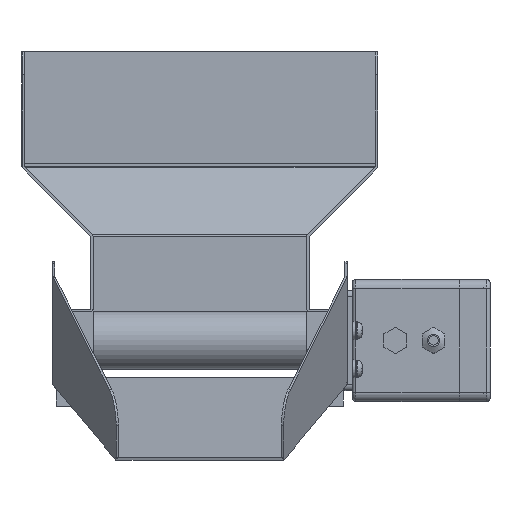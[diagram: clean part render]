
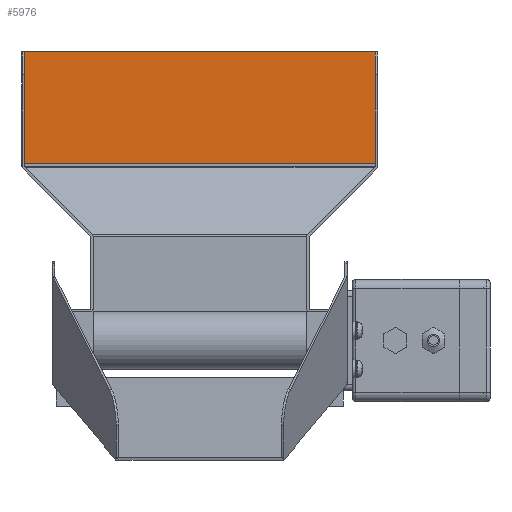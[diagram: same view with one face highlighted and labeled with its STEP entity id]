
A CAD part, front view. The second image highlights one B-rep face of the part: STEP entity #5976.
In plain terms, the highlighted planar face has unit normal (0, -1, 0).
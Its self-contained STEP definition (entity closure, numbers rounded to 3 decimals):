
#1601=ORIENTED_EDGE('',*,*,#2756,.F.);
#1602=ORIENTED_EDGE('',*,*,#2725,.T.);
#1603=ORIENTED_EDGE('',*,*,#2788,.F.);
#1604=ORIENTED_EDGE('',*,*,#2794,.F.);
#2725=EDGE_CURVE('',#3413,#3411,#3952,.T.);
#2756=EDGE_CURVE('',#3413,#3431,#3978,.T.);
#2788=EDGE_CURVE('',#3446,#3411,#4005,.T.);
#2794=EDGE_CURVE('',#3431,#3446,#4011,.T.);
#3411=VERTEX_POINT('',#9196);
#3413=VERTEX_POINT('',#9199);
#3431=VERTEX_POINT('',#9259);
#3446=VERTEX_POINT('',#9322);
#3952=LINE('',#9198,#4465);
#3978=LINE('',#9258,#4491);
#4005=LINE('',#9321,#4518);
#4011=LINE('',#9334,#4524);
#4465=VECTOR('',#7471,1000.);
#4491=VECTOR('',#7529,1000.);
#4518=VECTOR('',#7598,1000.);
#4524=VECTOR('',#7612,1000.);
#4914=EDGE_LOOP('',(#1601,#1602,#1603,#1604));
#5351=FACE_BOUND('',#4914,.T.);
#5726=PLANE('',#6484);
#5976=ADVANCED_FACE('',(#5351),#5726,.T.);
#6484=AXIS2_PLACEMENT_3D('',#9333,#7610,#7611);
#7471=DIRECTION('',(-1.,0.,0.));
#7529=DIRECTION('',(0.,0.,-1.));
#7598=DIRECTION('',(0.,0.,1.));
#7610=DIRECTION('',(0.,-1.,0.));
#7611=DIRECTION('',(0.,0.,-1.));
#7612=DIRECTION('',(-1.,0.,0.));
#9196=CARTESIAN_POINT('',(-115.,18.,0.));
#9198=CARTESIAN_POINT('',(400.284,18.,0.));
#9199=CARTESIAN_POINT('',(115.,18.,0.));
#9258=CARTESIAN_POINT('',(115.,18.,0.));
#9259=CARTESIAN_POINT('',(115.,18.,-73.));
#9321=CARTESIAN_POINT('',(-115.,18.,-73.));
#9322=CARTESIAN_POINT('',(-115.,18.,-73.));
#9333=CARTESIAN_POINT('',(400.284,18.,-73.));
#9334=CARTESIAN_POINT('',(400.284,18.,-73.));
